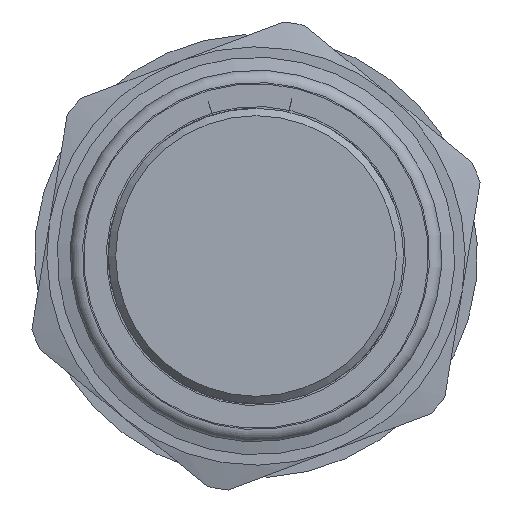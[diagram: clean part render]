
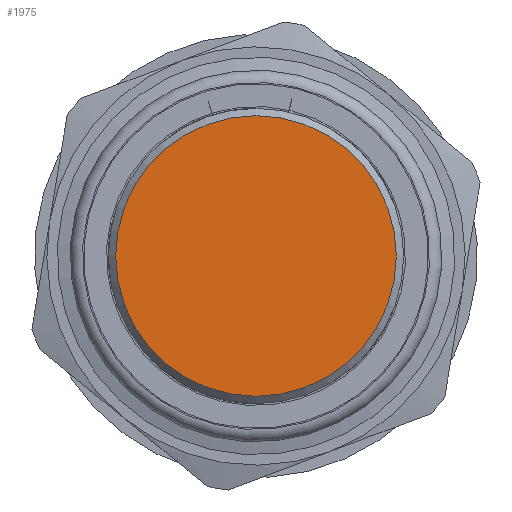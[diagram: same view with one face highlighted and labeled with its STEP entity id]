
A CAD part, left-side view. The second image highlights one B-rep face of the part: STEP entity #1975.
In plain terms, the highlighted planar face has unit normal (-1, 0, 0).
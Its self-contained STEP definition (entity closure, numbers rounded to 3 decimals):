
#1959=CARTESIAN_POINT('',(0.,5.35,0.0));
#1960=DIRECTION('',(-1.0,0.0,0.0));
#1961=DIRECTION('',(0.0,0.0,1.0));
#1962=AXIS2_PLACEMENT_3D('',#1959,#1960,#1961);
#1963=PLANE('',#1962);
#1964=CARTESIAN_POINT('',(0.,5.7,0.0));
#1965=VERTEX_POINT('',#1964);
#1966=CARTESIAN_POINT('',(0.0,0.0,0.0));
#1967=DIRECTION('',(1.0,0.0,0.0));
#1968=DIRECTION('',(0.0,1.0,0.0));
#1969=AXIS2_PLACEMENT_3D('',#1966,#1967,#1968);
#1970=CIRCLE('',#1969,5.7);
#1971=EDGE_CURVE('',#1965,#1965,#1970,.T.);
#1972=ORIENTED_EDGE('',*,*,#1971,.F.);
#1973=EDGE_LOOP('',(#1972));
#1974=FACE_OUTER_BOUND('',#1973,.T.);
#1975=ADVANCED_FACE('',(#1974),#1963,.T.);
